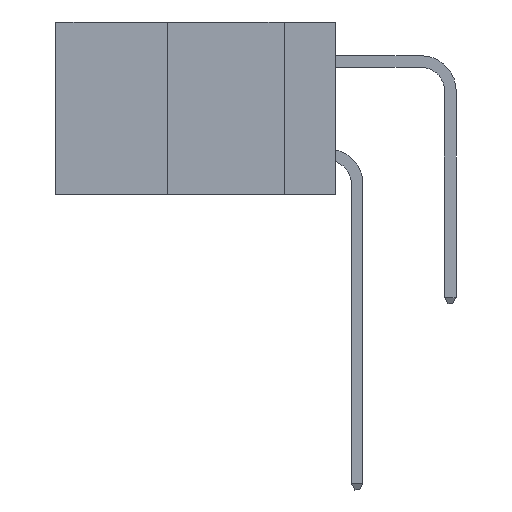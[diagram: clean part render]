
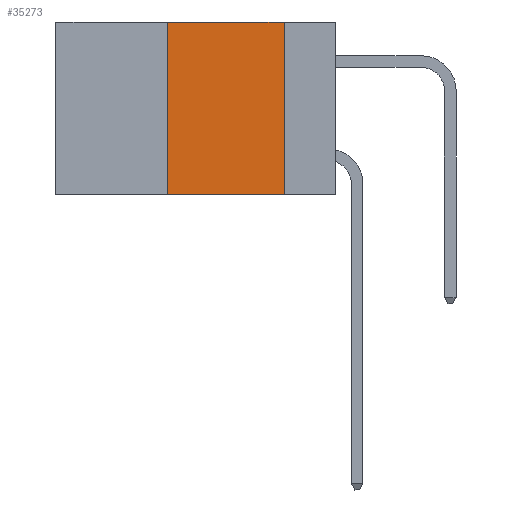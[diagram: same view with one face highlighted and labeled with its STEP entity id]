
A CAD part, left-side view. The second image highlights one B-rep face of the part: STEP entity #35273.
In plain terms, the highlighted planar face has unit normal (-1, 0, 0).
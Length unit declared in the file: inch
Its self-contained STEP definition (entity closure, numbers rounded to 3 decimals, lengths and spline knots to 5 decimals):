
#7796 = LINE ( 'NONE', #43899, #41593 ) ;
#8083 = LINE ( 'NONE', #26732, #41334 ) ;
#8950 = DIRECTION ( 'NONE',  ( 0., 0., -1. ) ) ;
#9741 = CARTESIAN_POINT ( 'NONE',  ( 0., 0.11, 0. ) ) ;
#11943 = ORIENTED_EDGE ( 'NONE', *, *, #24617, .F. ) ;
#15074 = EDGE_CURVE ( 'NONE', #45045, #32258, #7796, .T. ) ;
#16048 = CARTESIAN_POINT ( 'NONE',  ( 0., 0.6, 0. ) ) ;
#16137 = LINE ( 'NONE', #34649, #40619 ) ;
#16157 = VECTOR ( 'NONE', #8950, 39.37008 ) ;
#17777 = CARTESIAN_POINT ( 'NONE',  ( 0., 0.36, -0.37 ) ) ;
#19010 = DIRECTION ( 'NONE',  ( 0., -1., 0. ) ) ;
#19840 = DIRECTION ( 'NONE',  ( 0., -1., 0. ) ) ;
#19893 = DIRECTION ( 'NONE',  ( 0., 0., -1. ) ) ;
#20426 = ORIENTED_EDGE ( 'NONE', *, *, #15074, .T. ) ;
#20763 = VERTEX_POINT ( 'NONE', #9741 ) ;
#22666 = ORIENTED_EDGE ( 'NONE', *, *, #36041, .F. ) ;
#22929 = CARTESIAN_POINT ( 'NONE',  ( 0., 0.11, 0. ) ) ;
#24617 = EDGE_CURVE ( 'NONE', #20763, #32258, #33620, .T. ) ;
#26732 = CARTESIAN_POINT ( 'NONE',  ( 0., 0.6, 0. ) ) ;
#27365 = FACE_OUTER_BOUND ( 'NONE', #28441, .T. ) ;
#28441 = EDGE_LOOP ( 'NONE', ( #11943, #22666, #31494, #20426 ) ) ;
#29188 = VERTEX_POINT ( 'NONE', #44271 ) ;
#31327 = DIRECTION ( 'NONE',  ( 0., 0., 1. ) ) ;
#31494 = ORIENTED_EDGE ( 'NONE', *, *, #43138, .F. ) ;
#32258 = VERTEX_POINT ( 'NONE', #41825 ) ;
#33620 = LINE ( 'NONE', #22929, #16157 ) ;
#34649 = CARTESIAN_POINT ( 'NONE',  ( 0., 0.36, 0. ) ) ;
#35273 = ADVANCED_FACE ( 'NONE', ( #27365 ), #40406, .F. ) ;
#36041 = EDGE_CURVE ( 'NONE', #29188, #20763, #8083, .T. ) ;
#36779 = DIRECTION ( 'NONE',  ( 1., 0., 0. ) ) ;
#40406 = PLANE ( 'NONE',  #41386 ) ;
#40619 = VECTOR ( 'NONE', #31327, 39.37008 ) ;
#41334 = VECTOR ( 'NONE', #19840, 39.37008 ) ;
#41386 = AXIS2_PLACEMENT_3D ( 'NONE', #16048, #36779, #19893 ) ;
#41593 = VECTOR ( 'NONE', #19010, 39.37008 ) ;
#41825 = CARTESIAN_POINT ( 'NONE',  ( 0., 0.11, -0.37 ) ) ;
#43138 = EDGE_CURVE ( 'NONE', #45045, #29188, #16137, .T. ) ;
#43899 = CARTESIAN_POINT ( 'NONE',  ( 0., 0.6, -0.37 ) ) ;
#44271 = CARTESIAN_POINT ( 'NONE',  ( 0., 0.36, 0. ) ) ;
#45045 = VERTEX_POINT ( 'NONE', #17777 ) ;
